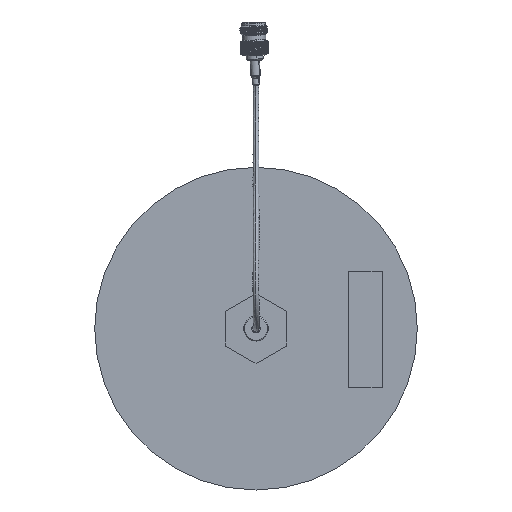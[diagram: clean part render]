
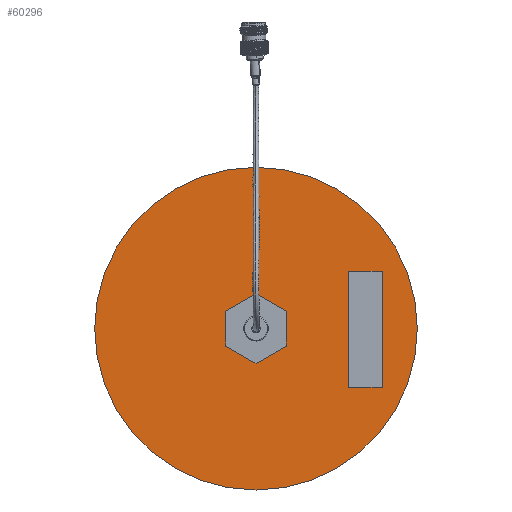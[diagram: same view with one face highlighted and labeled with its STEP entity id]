
A CAD part, front view. The second image highlights one B-rep face of the part: STEP entity #60296.
In plain terms, the highlighted planar face has unit normal (0, -1, 0).
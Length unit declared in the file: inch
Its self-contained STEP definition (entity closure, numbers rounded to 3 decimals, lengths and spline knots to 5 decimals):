
#729 = CARTESIAN_POINT ( 'NONE',  ( 0., 0., 0. ) ) ;
#1186 = FACE_BOUND ( 'NONE', #8080, .T. ) ;
#2361 = DIRECTION ( 'NONE',  ( 0., 0., 1. ) ) ;
#3920 = EDGE_CURVE ( 'NONE', #57215, #26048, #51484, .T. ) ;
#4275 = CARTESIAN_POINT ( 'NONE',  ( 0., 0., -0.28166 ) ) ;
#6430 = VERTEX_POINT ( 'NONE', #4275 ) ;
#8080 = EDGE_LOOP ( 'NONE', ( #33396, #65579 ) ) ;
#9780 = DIRECTION ( 'NONE',  ( -1., 0., 0. ) ) ;
#10467 = VECTOR ( 'NONE', #95250, 39.37008 ) ;
#14353 = DIRECTION ( 'NONE',  ( 0., 0., 1. ) ) ;
#15268 = VERTEX_POINT ( 'NONE', #58534 ) ;
#15799 = AXIS2_PLACEMENT_3D ( 'NONE', #41278, #93161, #78602 ) ;
#16364 = AXIS2_PLACEMENT_3D ( 'NONE', #729, #87618, #23068 ) ;
#16777 = VECTOR ( 'NONE', #61644, 39.37008 ) ;
#18316 = VERTEX_POINT ( 'NONE', #33107 ) ;
#22839 = CARTESIAN_POINT ( 'NONE',  ( 0., 0., 3.66 ) ) ;
#23068 = DIRECTION ( 'NONE',  ( 0., 0., 1. ) ) ;
#23525 = ORIENTED_EDGE ( 'NONE', *, *, #3920, .F. ) ;
#23988 = FACE_OUTER_BOUND ( 'NONE', #94521, .T. ) ;
#26048 = VERTEX_POINT ( 'NONE', #47824 ) ;
#30286 = CARTESIAN_POINT ( 'NONE',  ( 0., 0., 0. ) ) ;
#31802 = EDGE_CURVE ( 'NONE', #51731, #6430, #61592, .T. ) ;
#33107 = CARTESIAN_POINT ( 'NONE',  ( 2.09698, 0., 1.30573 ) ) ;
#33396 = ORIENTED_EDGE ( 'NONE', *, *, #31802, .F. ) ;
#36076 = CARTESIAN_POINT ( 'NONE',  ( 2.09698, 0., 1.30573 ) ) ;
#36519 = CARTESIAN_POINT ( 'NONE',  ( 0., 0., 0.28166 ) ) ;
#37111 = FACE_BOUND ( 'NONE', #45556, .T. ) ;
#39841 = CIRCLE ( 'NONE', #94048, 3.66 ) ;
#41278 = CARTESIAN_POINT ( 'NONE',  ( 0., 0., 0. ) ) ;
#42897 = LINE ( 'NONE', #36076, #10467 ) ;
#44783 = CARTESIAN_POINT ( 'NONE',  ( 0., 0., 0. ) ) ;
#45143 = CARTESIAN_POINT ( 'NONE',  ( 2.09698, 0., -1.33005 ) ) ;
#45193 = CARTESIAN_POINT ( 'NONE',  ( 0., 0., 0. ) ) ;
#45556 = EDGE_LOOP ( 'NONE', ( #62519, #55585, #55247, #81944 ) ) ;
#47824 = CARTESIAN_POINT ( 'NONE',  ( 0., 0., -3.66 ) ) ;
#50447 = VERTEX_POINT ( 'NONE', #53192 ) ;
#51484 = CIRCLE ( 'NONE', #15799, 3.66 ) ;
#51731 = VERTEX_POINT ( 'NONE', #36519 ) ;
#52541 = CARTESIAN_POINT ( 'NONE',  ( 2.86436, 0., 1.30573 ) ) ;
#53192 = CARTESIAN_POINT ( 'NONE',  ( 2.86436, 0., -1.33005 ) ) ;
#53388 = EDGE_CURVE ( 'NONE', #6430, #51731, #70595, .T. ) ;
#53511 = AXIS2_PLACEMENT_3D ( 'NONE', #30286, #95804, #14353 ) ;
#55247 = ORIENTED_EDGE ( 'NONE', *, *, #78894, .F. ) ;
#55585 = ORIENTED_EDGE ( 'NONE', *, *, #83321, .F. ) ;
#56739 = VECTOR ( 'NONE', #9780, 39.37008 ) ;
#57215 = VERTEX_POINT ( 'NONE', #22839 ) ;
#58534 = CARTESIAN_POINT ( 'NONE',  ( 2.86436, 0., 1.30573 ) ) ;
#58562 = AXIS2_PLACEMENT_3D ( 'NONE', #44783, #68025, #73893 ) ;
#60187 = DIRECTION ( 'NONE',  ( 0., 0., 1. ) ) ;
#60296 = ADVANCED_FACE ( 'NONE', ( #23988, #1186, #37111 ), #82215, .F. ) ;
#61592 = CIRCLE ( 'NONE', #58562, 0.28166 ) ;
#61644 = DIRECTION ( 'NONE',  ( 1., 0., 0. ) ) ;
#62121 = LINE ( 'NONE', #68935, #16777 ) ;
#62519 = ORIENTED_EDGE ( 'NONE', *, *, #63244, .F. ) ;
#63244 = EDGE_CURVE ( 'NONE', #50447, #15268, #90661, .T. ) ;
#65579 = ORIENTED_EDGE ( 'NONE', *, *, #53388, .F. ) ;
#66688 = EDGE_CURVE ( 'NONE', #15268, #18316, #89837, .T. ) ;
#68025 = DIRECTION ( 'NONE',  ( 0., -1., 0. ) ) ;
#68935 = CARTESIAN_POINT ( 'NONE',  ( 2.86436, 0., -1.33005 ) ) ;
#70588 = VECTOR ( 'NONE', #2361, 39.37008 ) ;
#70595 = CIRCLE ( 'NONE', #16364, 0.28166 ) ;
#70821 = ORIENTED_EDGE ( 'NONE', *, *, #75377, .F. ) ;
#73893 = DIRECTION ( 'NONE',  ( 0., 0., 1. ) ) ;
#74305 = DIRECTION ( 'NONE',  ( 0., 1., 0. ) ) ;
#75377 = EDGE_CURVE ( 'NONE', #26048, #57215, #39841, .T. ) ;
#78036 = VERTEX_POINT ( 'NONE', #45143 ) ;
#78602 = DIRECTION ( 'NONE',  ( 0., 0., 1. ) ) ;
#78894 = EDGE_CURVE ( 'NONE', #18316, #78036, #42897, .T. ) ;
#81944 = ORIENTED_EDGE ( 'NONE', *, *, #66688, .F. ) ;
#82215 = PLANE ( 'NONE',  #53511 ) ;
#83321 = EDGE_CURVE ( 'NONE', #78036, #50447, #62121, .T. ) ;
#87618 = DIRECTION ( 'NONE',  ( 0., -1., 0. ) ) ;
#89837 = LINE ( 'NONE', #52541, #56739 ) ;
#90661 = LINE ( 'NONE', #91151, #70588 ) ;
#91151 = CARTESIAN_POINT ( 'NONE',  ( 2.86436, 0., 1.30573 ) ) ;
#93161 = DIRECTION ( 'NONE',  ( 0., 1., 0. ) ) ;
#94048 = AXIS2_PLACEMENT_3D ( 'NONE', #45193, #74305, #60187 ) ;
#94521 = EDGE_LOOP ( 'NONE', ( #23525, #70821 ) ) ;
#95250 = DIRECTION ( 'NONE',  ( 0., 0., -1. ) ) ;
#95804 = DIRECTION ( 'NONE',  ( 0., 1., 0. ) ) ;
